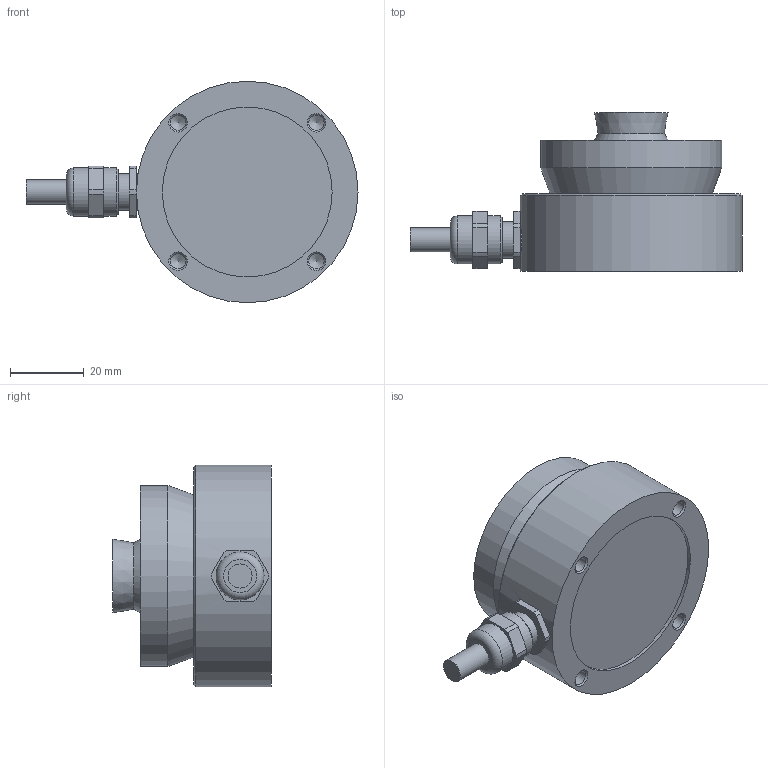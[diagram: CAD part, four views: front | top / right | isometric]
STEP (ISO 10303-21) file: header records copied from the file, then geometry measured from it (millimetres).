
FILE_DESCRIPTION(/* description */ ('STEP AP214'),/* implementation_level */ '2;1');
FILE_NAME(/* name */ 'RTN_1T',/* time_stamp */ '2023-12-12T22:47:39+01:00',/* author */ ('License CC BY-ND 4.0'),/* organization */ ('CADENAS'),/* preprocessor_version */ 'ST-DEVELOPER v19.3',/* originating_system */ 'PARTsolutions',/* authorisation */ ' ');
FILE_SCHEMA (('AUTOMOTIVE_DESIGN {1 0 10303 214 3 1 1}'));
Length unit declared in the file: millimetre
Products named in the file (1): RTN_1T
Bounding box: 89.9 x 43 x 60 mm (x, y, z)
Volume: 88255.8 mm3; surface area: 14542.2 mm2
Topology: 1 solids, 1 shells, 62 faces, 137 edges, 87 vertices
Faces by surface type: plane 24, cylinder 24, cone 13, torus 1
Full cylindrical faces by diameter (mm): 4.134 x4, 6.5 x1, 10 x2, 13 x2, 46 x1, 49 x1, 60 x1
Entity records: 1604 total; most frequent: DIRECTION 290, CARTESIAN_POINT 268, ORIENTED_EDGE 214, AXIS2_PLACEMENT_3D 121, EDGE_CURVE 107, FACE_BOUND 102, EDGE_LOOP 98, VERTEX_POINT 87
